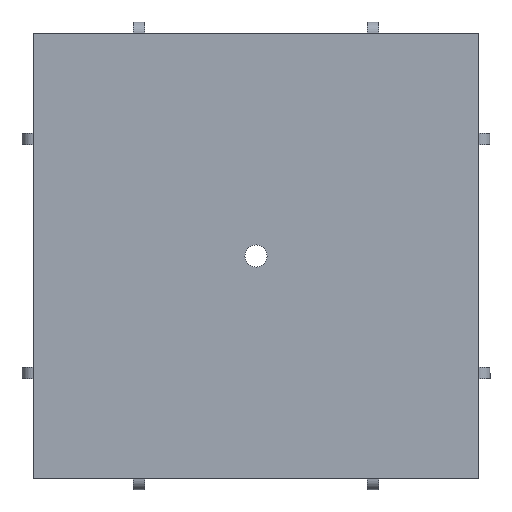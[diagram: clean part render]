
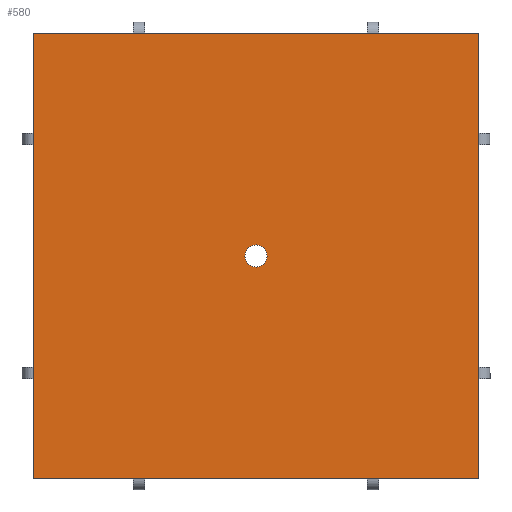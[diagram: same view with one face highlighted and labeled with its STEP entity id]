
A CAD part, front view. The second image highlights one B-rep face of the part: STEP entity #580.
In plain terms, the highlighted planar face has unit normal (0, -1, 0).
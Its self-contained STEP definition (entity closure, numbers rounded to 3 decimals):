
#30 = LINE ( 'NONE', #989, #1580 ) ;
#70 = LINE ( 'NONE', #2941, #1153 ) ;
#248 = ORIENTED_EDGE ( 'NONE', *, *, #2337, .F. ) ;
#319 = DIRECTION ( 'NONE',  ( 1., 0., 0. ) ) ;
#556 = DIRECTION ( 'NONE',  ( 0., 0., 1. ) ) ;
#580 = ADVANCED_FACE ( 'NONE', ( #2095, #644 ), #884, .F. ) ;
#609 = ORIENTED_EDGE ( 'NONE', *, *, #2087, .F. ) ;
#644 = FACE_OUTER_BOUND ( 'NONE', #2392, .T. ) ;
#656 = EDGE_CURVE ( 'NONE', #1006, #2486, #70, .T. ) ;
#770 = DIRECTION ( 'NONE',  ( 0., 0., 1. ) ) ;
#869 = VECTOR ( 'NONE', #319, 1000. ) ;
#884 = PLANE ( 'NONE',  #1608 ) ;
#888 = EDGE_CURVE ( 'NONE', #1793, #1514, #907, .T. ) ;
#907 = CIRCLE ( 'NONE', #1060, 5. ) ;
#945 = DIRECTION ( 'NONE',  ( 0., 1., 0. ) ) ;
#989 = CARTESIAN_POINT ( 'NONE',  ( -100., 0., 0. ) ) ;
#1006 = VERTEX_POINT ( 'NONE', #1960 ) ;
#1060 = AXIS2_PLACEMENT_3D ( 'NONE', #2105, #2377, #2334 ) ;
#1153 = VECTOR ( 'NONE', #1998, 1000. ) ;
#1167 = CARTESIAN_POINT ( 'NONE',  ( 0., 0., -5. ) ) ;
#1226 = LINE ( 'NONE', #2666, #2490 ) ;
#1247 = CARTESIAN_POINT ( 'NONE',  ( 0., 0., 5. ) ) ;
#1255 = DIRECTION ( 'NONE',  ( 0., 1., 0. ) ) ;
#1341 = VERTEX_POINT ( 'NONE', #1839 ) ;
#1362 = EDGE_LOOP ( 'NONE', ( #2258, #2420 ) ) ;
#1514 = VERTEX_POINT ( 'NONE', #1247 ) ;
#1580 = VECTOR ( 'NONE', #556, 1000. ) ;
#1582 = CARTESIAN_POINT ( 'NONE',  ( 0., 0., 100. ) ) ;
#1608 = AXIS2_PLACEMENT_3D ( 'NONE', #2575, #1255, #1965 ) ;
#1793 = VERTEX_POINT ( 'NONE', #1167 ) ;
#1839 = CARTESIAN_POINT ( 'NONE',  ( 100., 0., 100. ) ) ;
#1876 = CIRCLE ( 'NONE', #1930, 5. ) ;
#1923 = ORIENTED_EDGE ( 'NONE', *, *, #656, .T. ) ;
#1930 = AXIS2_PLACEMENT_3D ( 'NONE', #2653, #945, #770 ) ;
#1960 = CARTESIAN_POINT ( 'NONE',  ( -100., 0., -100. ) ) ;
#1965 = DIRECTION ( 'NONE',  ( 0., 0., 1. ) ) ;
#1998 = DIRECTION ( 'NONE',  ( 1., 0., 0. ) ) ;
#2051 = LINE ( 'NONE', #1582, #869 ) ;
#2087 = EDGE_CURVE ( 'NONE', #2249, #1341, #2051, .T. ) ;
#2095 = FACE_BOUND ( 'NONE', #1362, .T. ) ;
#2105 = CARTESIAN_POINT ( 'NONE',  ( 0., 0., 0. ) ) ;
#2213 = CARTESIAN_POINT ( 'NONE',  ( -100., 0., 100. ) ) ;
#2249 = VERTEX_POINT ( 'NONE', #2213 ) ;
#2258 = ORIENTED_EDGE ( 'NONE', *, *, #888, .T. ) ;
#2334 = DIRECTION ( 'NONE',  ( 0., 0., 1. ) ) ;
#2337 = EDGE_CURVE ( 'NONE', #1006, #2249, #30, .T. ) ;
#2377 = DIRECTION ( 'NONE',  ( 0., 1., 0. ) ) ;
#2392 = EDGE_LOOP ( 'NONE', ( #248, #1923, #2811, #609 ) ) ;
#2420 = ORIENTED_EDGE ( 'NONE', *, *, #3083, .T. ) ;
#2486 = VERTEX_POINT ( 'NONE', #3006 ) ;
#2490 = VECTOR ( 'NONE', #2911, 1000. ) ;
#2575 = CARTESIAN_POINT ( 'NONE',  ( 0., 0., 0. ) ) ;
#2653 = CARTESIAN_POINT ( 'NONE',  ( 0., 0., 0. ) ) ;
#2666 = CARTESIAN_POINT ( 'NONE',  ( 100., 0., 0. ) ) ;
#2811 = ORIENTED_EDGE ( 'NONE', *, *, #3078, .T. ) ;
#2911 = DIRECTION ( 'NONE',  ( 0., 0., 1. ) ) ;
#2941 = CARTESIAN_POINT ( 'NONE',  ( 0., 0., -100. ) ) ;
#3006 = CARTESIAN_POINT ( 'NONE',  ( 100., 0., -100. ) ) ;
#3078 = EDGE_CURVE ( 'NONE', #2486, #1341, #1226, .T. ) ;
#3083 = EDGE_CURVE ( 'NONE', #1514, #1793, #1876, .T. ) ;
